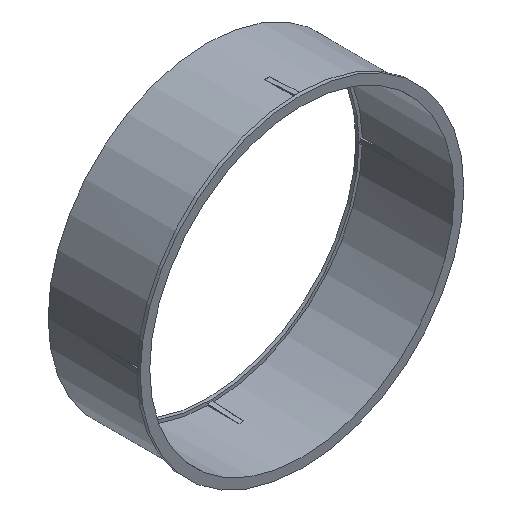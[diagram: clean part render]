
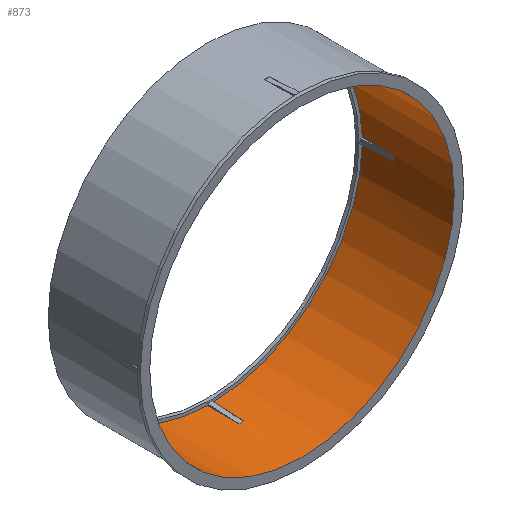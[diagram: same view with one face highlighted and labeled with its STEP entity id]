
A CAD part, isometric view. The second image highlights one B-rep face of the part: STEP entity #873.
In plain terms, the highlighted cylindrical face has radius 96 mm (diameter 192 mm), a full revolution.
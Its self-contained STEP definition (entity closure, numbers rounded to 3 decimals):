
#24=CIRCLE('',#955,96.);
#25=CIRCLE('',#956,96.);
#26=CIRCLE('',#957,96.);
#27=CIRCLE('',#958,96.);
#30=CIRCLE('',#976,96.);
#34=CYLINDRICAL_SURFACE('',#973,96.);
#60=FACE_OUTER_BOUND('',#110,.T.);
#110=EDGE_LOOP('',(#699,#700,#701,#702,#703,#704,#705,#706,#707,#708,#709,
#710,#711,#712,#713,#714,#715,#716,#717,#718));
#153=LINE('',#1309,#245);
#158=LINE('',#1320,#250);
#188=LINE('',#1424,#280);
#191=LINE('',#1431,#283);
#202=LINE('',#1455,#294);
#203=LINE('',#1458,#295);
#204=LINE('',#1460,#296);
#205=LINE('',#1464,#297);
#206=LINE('',#1468,#298);
#245=VECTOR('',#1046,10.);
#250=VECTOR('',#1057,10.);
#280=VECTOR('',#1151,10.);
#283=VECTOR('',#1160,10.);
#294=VECTOR('',#1177,10.);
#295=VECTOR('',#1180,10.);
#296=VECTOR('',#1181,10.);
#297=VECTOR('',#1184,96.);
#298=VECTOR('',#1189,10.);
#325=ELLIPSE('',#934,1920.,96.);
#338=ELLIPSE('',#969,1920.,96.);
#339=ELLIPSE('',#974,1920.,96.);
#340=ELLIPSE('',#975,1920.,96.);
#341=ELLIPSE('',#977,1920.,96.);
#355=VERTEX_POINT('',#1305);
#357=VERTEX_POINT('',#1308);
#358=VERTEX_POINT('',#1312);
#360=VERTEX_POINT('',#1318);
#383=VERTEX_POINT('',#1369);
#386=VERTEX_POINT('',#1375);
#387=VERTEX_POINT('',#1377);
#390=VERTEX_POINT('',#1383);
#391=VERTEX_POINT('',#1385);
#394=VERTEX_POINT('',#1391);
#402=VERTEX_POINT('',#1423);
#403=VERTEX_POINT('',#1427);
#413=VERTEX_POINT('',#1454);
#414=VERTEX_POINT('',#1456);
#415=VERTEX_POINT('',#1459);
#416=VERTEX_POINT('',#1461);
#417=VERTEX_POINT('',#1463);
#418=VERTEX_POINT('',#1466);
#445=EDGE_CURVE('',#357,#355,#153,.T.);
#447=EDGE_CURVE('',#358,#357,#325,.T.);
#451=EDGE_CURVE('',#360,#358,#158,.T.);
#476=EDGE_CURVE('',#383,#360,#24,.T.);
#480=EDGE_CURVE('',#387,#386,#25,.T.);
#484=EDGE_CURVE('',#391,#390,#26,.T.);
#488=EDGE_CURVE('',#355,#394,#27,.T.);
#503=EDGE_CURVE('',#402,#387,#188,.T.);
#505=EDGE_CURVE('',#403,#402,#338,.T.);
#507=EDGE_CURVE('',#390,#403,#191,.T.);
#519=EDGE_CURVE('',#394,#413,#202,.T.);
#520=EDGE_CURVE('',#413,#414,#339,.T.);
#521=EDGE_CURVE('',#414,#391,#203,.T.);
#522=EDGE_CURVE('',#386,#415,#204,.T.);
#523=EDGE_CURVE('',#415,#416,#340,.T.);
#524=EDGE_CURVE('',#416,#417,#205,.T.);
#525=EDGE_CURVE('',#417,#417,#30,.T.);
#526=EDGE_CURVE('',#416,#418,#341,.T.);
#527=EDGE_CURVE('',#418,#383,#206,.T.);
#699=ORIENTED_EDGE('',*,*,#445,.T.);
#700=ORIENTED_EDGE('',*,*,#488,.T.);
#701=ORIENTED_EDGE('',*,*,#519,.T.);
#702=ORIENTED_EDGE('',*,*,#520,.T.);
#703=ORIENTED_EDGE('',*,*,#521,.T.);
#704=ORIENTED_EDGE('',*,*,#484,.T.);
#705=ORIENTED_EDGE('',*,*,#507,.T.);
#706=ORIENTED_EDGE('',*,*,#505,.T.);
#707=ORIENTED_EDGE('',*,*,#503,.T.);
#708=ORIENTED_EDGE('',*,*,#480,.T.);
#709=ORIENTED_EDGE('',*,*,#522,.T.);
#710=ORIENTED_EDGE('',*,*,#523,.T.);
#711=ORIENTED_EDGE('',*,*,#524,.T.);
#712=ORIENTED_EDGE('',*,*,#525,.T.);
#713=ORIENTED_EDGE('',*,*,#524,.F.);
#714=ORIENTED_EDGE('',*,*,#526,.T.);
#715=ORIENTED_EDGE('',*,*,#527,.T.);
#716=ORIENTED_EDGE('',*,*,#476,.T.);
#717=ORIENTED_EDGE('',*,*,#451,.T.);
#718=ORIENTED_EDGE('',*,*,#447,.T.);
#873=ADVANCED_FACE('',(#60),#34,.F.);
#934=AXIS2_PLACEMENT_3D('',#1313,#1050,#1051);
#955=AXIS2_PLACEMENT_3D('',#1370,#1103,#1104);
#956=AXIS2_PLACEMENT_3D('',#1378,#1108,#1109);
#957=AXIS2_PLACEMENT_3D('',#1386,#1113,#1114);
#958=AXIS2_PLACEMENT_3D('',#1393,#1118,#1119);
#969=AXIS2_PLACEMENT_3D('',#1428,#1155,#1156);
#973=AXIS2_PLACEMENT_3D('',#1453,#1175,#1176);
#974=AXIS2_PLACEMENT_3D('',#1457,#1178,#1179);
#975=AXIS2_PLACEMENT_3D('',#1462,#1182,#1183);
#976=AXIS2_PLACEMENT_3D('',#1465,#1185,#1186);
#977=AXIS2_PLACEMENT_3D('',#1467,#1187,#1188);
#1046=DIRECTION('',(0.,1.,0.));
#1050=DIRECTION('center_axis',(0.,0.05,0.999));
#1051=DIRECTION('ref_axis',(0.,0.999,-0.05));
#1057=DIRECTION('',(0.,-1.,0.));
#1103=DIRECTION('center_axis',(0.,1.,0.));
#1104=DIRECTION('ref_axis',(1.,0.,0.));
#1108=DIRECTION('center_axis',(0.,1.,0.));
#1109=DIRECTION('ref_axis',(1.,0.,0.));
#1113=DIRECTION('center_axis',(0.,1.,0.));
#1114=DIRECTION('ref_axis',(1.,0.,0.));
#1118=DIRECTION('center_axis',(0.,1.,0.));
#1119=DIRECTION('ref_axis',(1.,0.,0.));
#1151=DIRECTION('',(0.,1.,0.));
#1155=DIRECTION('center_axis',(0.,0.05,-0.999));
#1156=DIRECTION('ref_axis',(0.,-0.999,-0.05));
#1160=DIRECTION('',(0.,-1.,0.));
#1175=DIRECTION('center_axis',(0.,1.,0.));
#1176=DIRECTION('ref_axis',(1.,0.,0.));
#1177=DIRECTION('',(0.,-1.,0.));
#1178=DIRECTION('center_axis',(0.999,0.05,0.));
#1179=DIRECTION('ref_axis',(0.05,-0.999,0.));
#1180=DIRECTION('',(0.,1.,0.));
#1181=DIRECTION('',(0.,-1.,0.));
#1182=DIRECTION('center_axis',(-0.999,0.05,0.));
#1183=DIRECTION('ref_axis',(0.05,0.999,0.));
#1184=DIRECTION('',(0.,-1.,0.));
#1185=DIRECTION('center_axis',(0.,-1.,0.));
#1186=DIRECTION('ref_axis',(1.,0.,0.));
#1187=DIRECTION('center_axis',(-0.999,0.05,0.));
#1188=DIRECTION('ref_axis',(0.05,0.999,0.));
#1189=DIRECTION('',(0.,1.,0.));
#1305=CARTESIAN_POINT('',(1.5,58.,95.988));
#1308=CARTESIAN_POINT('',(1.5,38.259,95.988));
#1309=CARTESIAN_POINT('',(1.5,0.,95.988));
#1312=CARTESIAN_POINT('',(-1.5,38.259,95.988));
#1313=CARTESIAN_POINT('Origin',(0.,1955.624,0.));
#1318=CARTESIAN_POINT('',(-1.5,58.,95.988));
#1320=CARTESIAN_POINT('',(-1.5,0.,95.988));
#1369=CARTESIAN_POINT('',(-95.988,58.,1.5));
#1370=CARTESIAN_POINT('Origin',(0.,58.,0.));
#1375=CARTESIAN_POINT('',(-95.988,58.,-1.5));
#1377=CARTESIAN_POINT('',(-1.5,58.,-95.988));
#1378=CARTESIAN_POINT('Origin',(0.,58.,0.));
#1383=CARTESIAN_POINT('',(1.5,58.,-95.988));
#1385=CARTESIAN_POINT('',(95.988,58.,-1.5));
#1386=CARTESIAN_POINT('Origin',(0.,58.,0.));
#1391=CARTESIAN_POINT('',(95.988,58.,1.5));
#1393=CARTESIAN_POINT('Origin',(0.,58.,0.));
#1423=CARTESIAN_POINT('',(-1.5,38.259,-95.988));
#1424=CARTESIAN_POINT('',(-1.5,0.,-95.988));
#1427=CARTESIAN_POINT('',(1.5,38.259,-95.988));
#1428=CARTESIAN_POINT('Origin',(0.,1955.624,0.));
#1431=CARTESIAN_POINT('',(1.5,0.,-95.988));
#1453=CARTESIAN_POINT('Origin',(0.,0.,0.));
#1454=CARTESIAN_POINT('',(95.988,38.259,1.5));
#1455=CARTESIAN_POINT('',(95.988,0.,1.5));
#1456=CARTESIAN_POINT('',(95.988,38.259,-1.5));
#1457=CARTESIAN_POINT('Origin',(0.,1955.624,0.));
#1458=CARTESIAN_POINT('',(95.988,0.,-1.5));
#1459=CARTESIAN_POINT('',(-95.988,38.259,-1.5));
#1460=CARTESIAN_POINT('',(-95.988,0.,-1.5));
#1461=CARTESIAN_POINT('',(-96.,38.025,0.));
#1462=CARTESIAN_POINT('Origin',(0.,1955.624,0.));
#1463=CARTESIAN_POINT('',(-96.,0.,0.));
#1464=CARTESIAN_POINT('',(-96.,0.,0.));
#1465=CARTESIAN_POINT('Origin',(0.,0.,0.));
#1466=CARTESIAN_POINT('',(-95.988,38.259,1.5));
#1467=CARTESIAN_POINT('Origin',(0.,1955.624,0.));
#1468=CARTESIAN_POINT('',(-95.988,0.,1.5));
